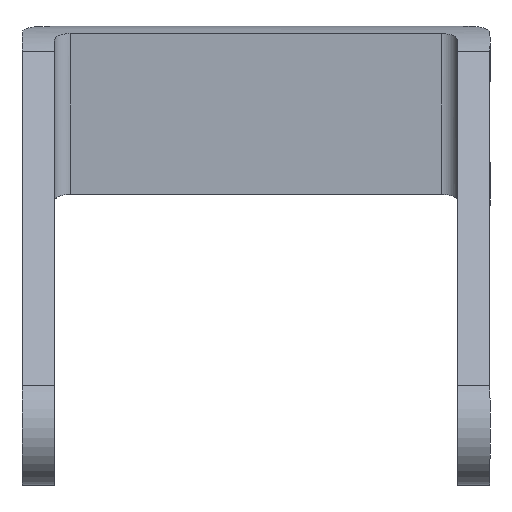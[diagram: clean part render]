
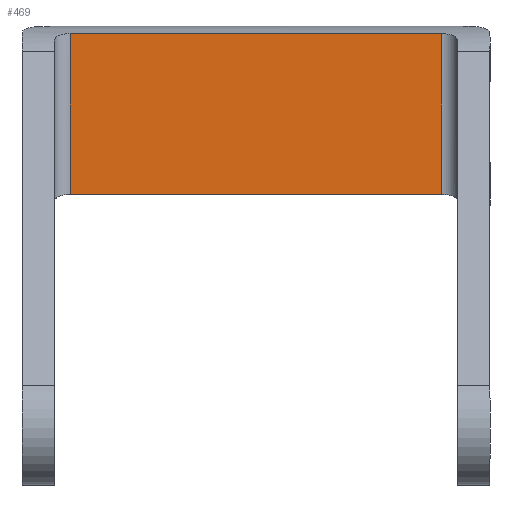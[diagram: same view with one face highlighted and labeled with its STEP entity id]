
A CAD part, top view. The second image highlights one B-rep face of the part: STEP entity #469.
In plain terms, the highlighted planar face has unit normal (0, 0, 1).
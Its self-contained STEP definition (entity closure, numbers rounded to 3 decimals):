
#20=PLANE('',#514);
#36=FACE_OUTER_BOUND('',#63,.T.);
#63=EDGE_LOOP('',(#328,#329,#330,#331));
#105=LINE('',#757,#141);
#106=LINE('',#770,#142);
#107=LINE('',#772,#143);
#108=LINE('',#773,#144);
#141=VECTOR('',#577,10.);
#142=VECTOR('',#580,10.);
#143=VECTOR('',#581,10.);
#144=VECTOR('',#582,10.);
#210=VERTEX_POINT('',#745);
#211=VERTEX_POINT('',#756);
#212=VERTEX_POINT('',#769);
#213=VERTEX_POINT('',#771);
#256=EDGE_CURVE('',#210,#211,#105,.T.);
#258=EDGE_CURVE('',#210,#212,#106,.F.);
#259=EDGE_CURVE('',#212,#213,#107,.F.);
#260=EDGE_CURVE('',#211,#213,#108,.T.);
#328=ORIENTED_EDGE('',*,*,#256,.F.);
#329=ORIENTED_EDGE('',*,*,#258,.T.);
#330=ORIENTED_EDGE('',*,*,#259,.T.);
#331=ORIENTED_EDGE('',*,*,#260,.F.);
#469=ADVANCED_FACE('',(#36),#20,.T.);
#514=AXIS2_PLACEMENT_3D('',#768,#578,#579);
#577=DIRECTION('',(1.,0.,0.));
#578=DIRECTION('center_axis',(0.,0.,1.));
#579=DIRECTION('ref_axis',(1.,0.,0.));
#580=DIRECTION('',(0.,1.,0.));
#581=DIRECTION('',(-1.,0.,0.));
#582=DIRECTION('',(0.,-1.,0.));
#745=CARTESIAN_POINT('',(-10.868,137.38,201.012));
#756=CARTESIAN_POINT('',(12.132,137.38,201.012));
#757=CARTESIAN_POINT('',(15.132,137.38,201.012));
#768=CARTESIAN_POINT('Origin',(0.632,132.829,201.012));
#769=CARTESIAN_POINT('',(-10.868,127.41,201.012));
#770=CARTESIAN_POINT('',(-10.868,128.204,201.012));
#771=CARTESIAN_POINT('',(12.132,127.41,201.012));
#772=CARTESIAN_POINT('',(-13.868,127.41,201.012));
#773=CARTESIAN_POINT('',(12.132,128.204,201.012));
